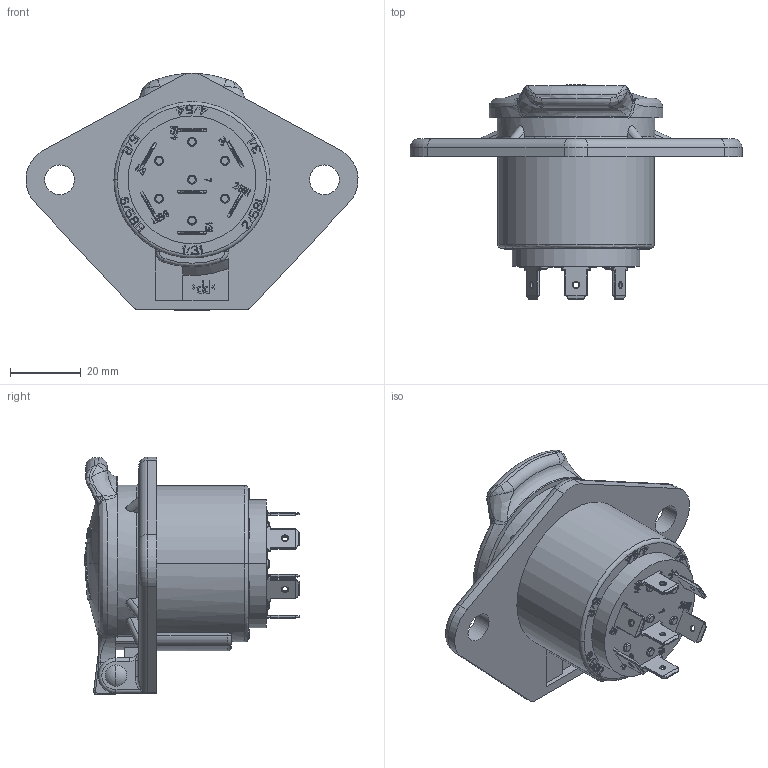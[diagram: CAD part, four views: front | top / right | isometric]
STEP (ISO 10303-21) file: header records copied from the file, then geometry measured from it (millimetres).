
FILE_DESCRIPTION((''),'2;1');
FILE_NAME('T111008_SW0001','2020-12-03T16:34:22',('teru'),(''),'CREO PARAMETRIC BY PTC INC, 2017380','CREO PARAMETRIC BY PTC INC, 2017380','');
FILE_SCHEMA(('CONFIG_CONTROL_DESIGN'));
Products named in the file (1): T111008_SW0001
Bounding box: 93.54 x 60.37 x 66.94 mm (x, y, z)
Volume: 90909.3 mm3; surface area: 20772.5 mm2
Topology: 1 solids, 1 shells, 2159 faces, 6008 edges, 3927 vertices
Faces by surface type: plane 1715, cylinder 225, torus 65, extrusion 62, bspline 47, sphere 27, cone 18
Entity records: 73699 total; most frequent: CARTESIAN_POINT 18826, ORIENTED_EDGE 12004, DIRECTION 10374, EDGE_CURVE 6002, VECTOR 4912, LINE 4850, VERTEX_POINT 3927, AXIS2_PLACEMENT_3D 2731
